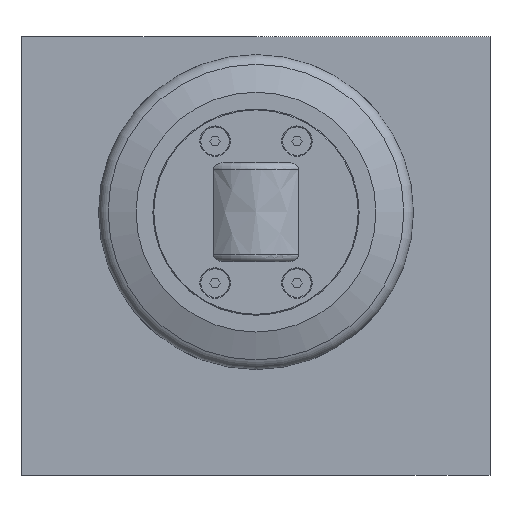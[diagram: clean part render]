
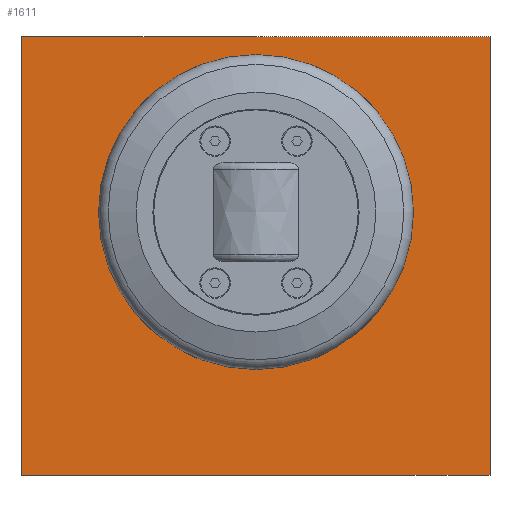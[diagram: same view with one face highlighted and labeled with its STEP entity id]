
A CAD part, front view. The second image highlights one B-rep face of the part: STEP entity #1611.
In plain terms, the highlighted planar face has unit normal (0, -1, 0).
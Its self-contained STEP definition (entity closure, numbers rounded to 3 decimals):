
#71=FACE_BOUND('',#320,.T.);
#128=CIRCLE('',#1771,35.);
#211=FACE_OUTER_BOUND('',#319,.T.);
#319=EDGE_LOOP('',(#1380,#1381,#1382,#1383));
#320=EDGE_LOOP('',(#1384));
#430=LINE('',#2603,#580);
#435=LINE('',#2617,#585);
#453=LINE('',#2683,#603);
#456=LINE('',#2687,#606);
#580=VECTOR('',#2072,10.);
#585=VECTOR('',#2083,10.);
#603=VECTOR('',#2141,10.);
#606=VECTOR('',#2146,10.);
#734=VERTEX_POINT('',#2600);
#735=VERTEX_POINT('',#2602);
#741=VERTEX_POINT('',#2616);
#769=VERTEX_POINT('',#2682);
#778=VERTEX_POINT('',#2716);
#931=EDGE_CURVE('',#735,#734,#430,.T.);
#938=EDGE_CURVE('',#741,#735,#435,.T.);
#971=EDGE_CURVE('',#741,#769,#453,.T.);
#974=EDGE_CURVE('',#769,#734,#456,.T.);
#988=EDGE_CURVE('',#778,#778,#128,.T.);
#1380=ORIENTED_EDGE('',*,*,#931,.T.);
#1381=ORIENTED_EDGE('',*,*,#974,.F.);
#1382=ORIENTED_EDGE('',*,*,#971,.F.);
#1383=ORIENTED_EDGE('',*,*,#938,.T.);
#1384=ORIENTED_EDGE('',*,*,#988,.T.);
#1532=PLANE('',#1770);
#1611=ADVANCED_FACE('',(#211,#71),#1532,.T.);
#1770=AXIS2_PLACEMENT_3D('',#2715,#2172,#2173);
#1771=AXIS2_PLACEMENT_3D('',#2717,#2174,#2175);
#2072=DIRECTION('',(0.,0.,1.));
#2083=DIRECTION('',(1.,0.,0.));
#2141=DIRECTION('',(0.,0.,1.));
#2146=DIRECTION('',(1.,0.,0.));
#2172=DIRECTION('center_axis',(0.,-1.,0.));
#2173=DIRECTION('ref_axis',(0.,0.,-1.));
#2174=DIRECTION('center_axis',(0.,1.,0.));
#2175=DIRECTION('ref_axis',(0.,0.,1.));
#2600=CARTESIAN_POINT('',(160.,0.,150.));
#2602=CARTESIAN_POINT('',(160.,0.,0.));
#2603=CARTESIAN_POINT('',(160.,0.,0.));
#2616=CARTESIAN_POINT('',(0.,0.,0.));
#2617=CARTESIAN_POINT('',(0.,0.,0.));
#2682=CARTESIAN_POINT('',(0.,0.,150.));
#2683=CARTESIAN_POINT('',(0.,0.,0.));
#2687=CARTESIAN_POINT('',(0.,0.,150.));
#2715=CARTESIAN_POINT('Origin',(0.,0.,0.));
#2716=CARTESIAN_POINT('',(80.,0.,55.));
#2717=CARTESIAN_POINT('Origin',(80.,0.,90.));
